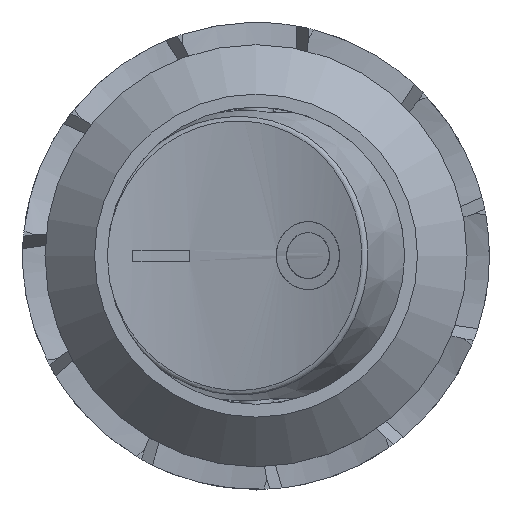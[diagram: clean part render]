
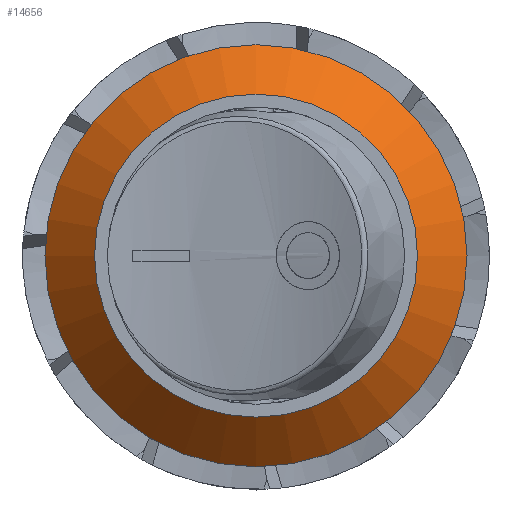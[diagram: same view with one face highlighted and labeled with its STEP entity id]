
A CAD part, top view. The second image highlights one B-rep face of the part: STEP entity #14656.
In plain terms, the highlighted conical face has half-angle 45 degrees and reference radius 25.4 mm.
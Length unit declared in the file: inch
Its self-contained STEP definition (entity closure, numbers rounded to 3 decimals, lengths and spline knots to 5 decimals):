
#14629=CARTESIAN_POINT('',(0.0,0.0,-0.49606));
#14630=DIRECTION('',(0.0,0.0,-1.0));
#14631=DIRECTION('',(1.0,0.0,0.0));
#14632=AXIS2_PLACEMENT_3D('',#14629,#14630,#14631);
#14633=CONICAL_SURFACE('',#14632,1.0,45.);
#14634=CARTESIAN_POINT('',(0.45276,0.,0.05118));
#14635=VERTEX_POINT('',#14634);
#14636=CARTESIAN_POINT('',(0.0,0.0,0.05118));
#14637=DIRECTION('',(0.0,0.0,1.0));
#14638=DIRECTION('',(-1.0,0.0,0.0));
#14639=AXIS2_PLACEMENT_3D('',#14636,#14637,#14638);
#14640=CIRCLE('',#14639,0.45276);
#14641=EDGE_CURVE('',#14635,#14635,#14640,.T.);
#14642=ORIENTED_EDGE('',*,*,#14641,.T.);
#14643=EDGE_LOOP('',(#14642));
#14644=FACE_OUTER_BOUND('',#14643,.T.);
#14645=CARTESIAN_POINT('',(0.34646,0.,0.15748));
#14646=VERTEX_POINT('',#14645);
#14647=CARTESIAN_POINT('',(0.0,0.0,0.15748));
#14648=DIRECTION('',(0.0,0.0,-1.0));
#14649=DIRECTION('',(-1.0,0.0,0.0));
#14650=AXIS2_PLACEMENT_3D('',#14647,#14648,#14649);
#14651=CIRCLE('',#14650,0.34646);
#14652=EDGE_CURVE('',#14646,#14646,#14651,.T.);
#14653=ORIENTED_EDGE('',*,*,#14652,.T.);
#14654=EDGE_LOOP('',(#14653));
#14655=FACE_BOUND('',#14654,.T.);
#14656=ADVANCED_FACE('',(#14644,#14655),#14633,.T.);
